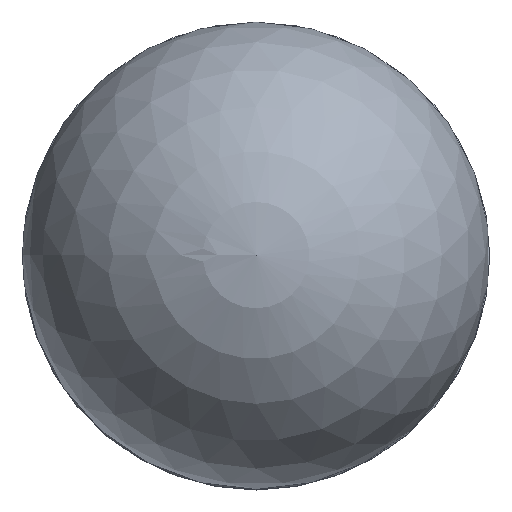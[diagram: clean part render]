
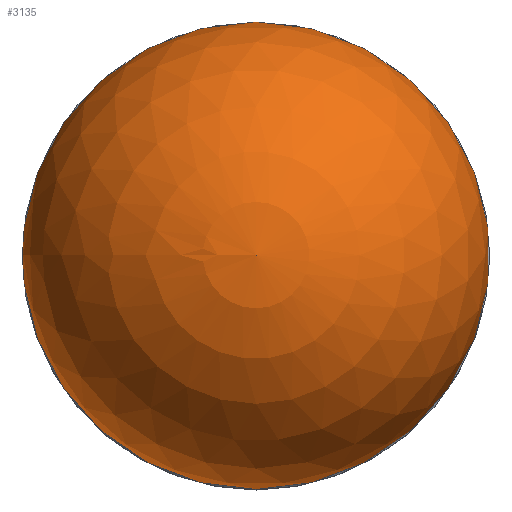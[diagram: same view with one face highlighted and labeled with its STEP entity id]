
A CAD part, top view. The second image highlights one B-rep face of the part: STEP entity #3135.
In plain terms, the highlighted spherical face has radius 14 mm.
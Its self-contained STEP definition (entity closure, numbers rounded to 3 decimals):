
#223=SPHERICAL_SURFACE('',#3351,14.);
#242=FACE_OUTER_BOUND('',#426,.T.);
#426=EDGE_LOOP('',(#2075,#2076,#2077,#2078));
#1052=CIRCLE('',#3352,10.465);
#1053=CIRCLE('',#3353,14.);
#1054=CIRCLE('',#3354,10.465);
#1246=VERTEX_POINT('',#4695);
#1247=VERTEX_POINT('',#4696);
#1248=VERTEX_POINT('',#4698);
#1576=EDGE_CURVE('',#1246,#1247,#1052,.T.);
#1577=EDGE_CURVE('',#1248,#1247,#1053,.T.);
#1578=EDGE_CURVE('',#1247,#1246,#1054,.T.);
#2075=ORIENTED_EDGE('',*,*,#1576,.T.);
#2076=ORIENTED_EDGE('',*,*,#1577,.F.);
#2077=ORIENTED_EDGE('',*,*,#1577,.T.);
#2078=ORIENTED_EDGE('',*,*,#1578,.T.);
#3135=ADVANCED_FACE('',(#242),#223,.T.);
#3351=AXIS2_PLACEMENT_3D('',#4694,#3736,#3737);
#3352=AXIS2_PLACEMENT_3D('',#4697,#3738,#3739);
#3353=AXIS2_PLACEMENT_3D('',#4699,#3740,#3741);
#3354=AXIS2_PLACEMENT_3D('',#4700,#3742,#3743);
#3736=DIRECTION('center_axis',(0.,0.,
1.));
#3737=DIRECTION('ref_axis',(1.,0.,0.));
#3738=DIRECTION('center_axis',(0.,0.,
1.));
#3739=DIRECTION('ref_axis',(1.,0.,0.));
#3740=DIRECTION('center_axis',(0.,-1.,0.));
#3741=DIRECTION('ref_axis',(-1.,0.,0.));
#3742=DIRECTION('center_axis',(0.,0.,
1.));
#3743=DIRECTION('ref_axis',(1.,0.,0.));
#4694=CARTESIAN_POINT('Origin',(0.,0.,
20.25));
#4695=CARTESIAN_POINT('',(10.465,0.,10.95));
#4696=CARTESIAN_POINT('',(-10.465,0.,10.95));
#4697=CARTESIAN_POINT('Origin',(0.,0.,
10.95));
#4698=CARTESIAN_POINT('',(0.,0.,34.25));
#4699=CARTESIAN_POINT('Origin',(0.,0.,
20.25));
#4700=CARTESIAN_POINT('Origin',(0.,0.,
10.95));
